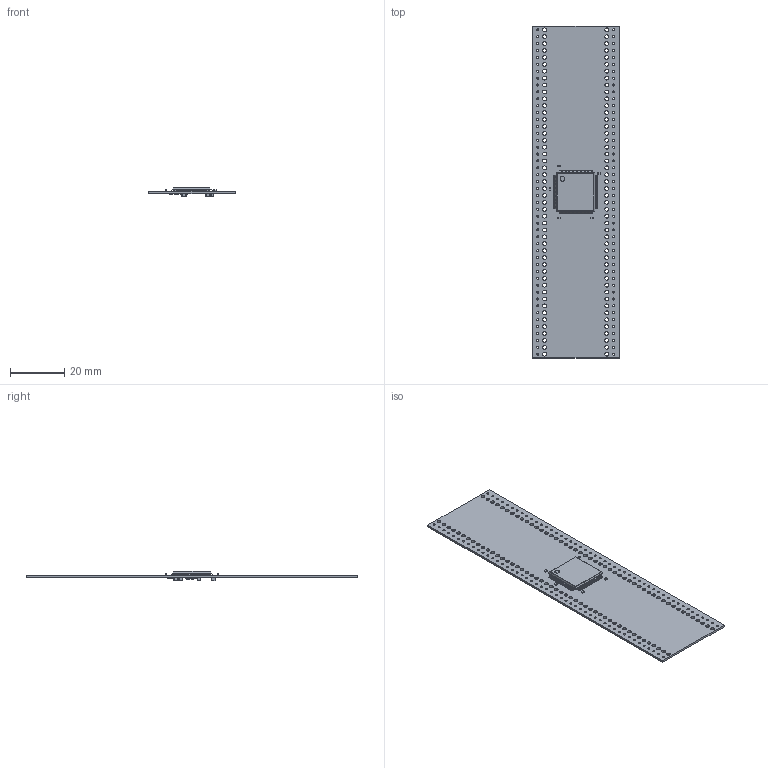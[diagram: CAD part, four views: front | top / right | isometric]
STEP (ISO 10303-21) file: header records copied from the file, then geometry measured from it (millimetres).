
FILE_DESCRIPTION(('Open CASCADE Model'),'2;1');
FILE_NAME('Open CASCADE Shape Model','2022-12-08T23:41:05',('Author'),( 'Open CASCADE'),'Open CASCADE STEP processor 6.8','Open CASCADE 6.8' ,'Unknown');
FILE_SCHEMA(('AUTOMOTIVE_DESIGN { 1 0 10303 214 1 1 1 1 }'));
Length unit declared in the file: millimetre
Products named in the file (27): PCB; Board; Open CASCADE STEP translator 6.8 2.1.1; Y2; NDK_NX3225SA; R4; 0603_resistor; R3; 0402_resistor; R1; C13; 0402_cap; C12; C11; C10; C9; C7; 0805_cap; C6; C5; C4; C2; IC1; 6217783104; Body; PinsArrayLR; PinsArrayTB
Assembly tree (35 placements, depth 4):
  PCB
    Board
      Open CASCADE STEP translator 6.8 2.1.1
    Y2
      NDK_NX3225SA
    R4
      0603_resistor
    R3
      0402_resistor
    R1
      0603_resistor
    C13
      0402_cap
    C12
      0402_cap
    C11
      0402_cap
    C10
      0402_cap
    C9
      0402_cap
    C7
      0805_cap
    C6
      0402_cap
    C5
      0805_cap
    C4
      0805_cap
    C2
      0805_cap
    IC1
      6217783104
        Body
        PinsArrayLR
        PinsArrayTB
Bounding box: 32 x 122.17 x 3.62 mm (x, y, z)
Volume: 3158 mm3; surface area: 8830 mm2
Topology: 119 solids, 119 shells, 2288 faces, 5813 edges, 3626 vertices
Faces by surface type: plane 1331, cylinder 781, sphere 160, torus 16
Full cylindrical faces by diameter (mm): 0.762 x96, 1.4 x96, 1.75 x1
Entity records: 58675 total; most frequent: CARTESIAN_POINT 10080, DIRECTION 9521, ORIENTED_EDGE 9374, EDGE_CURVE 4687, LINE 3471, VECTOR 3471, VERTEX_POINT 3110, AXIS2_PLACEMENT_3D 3025
